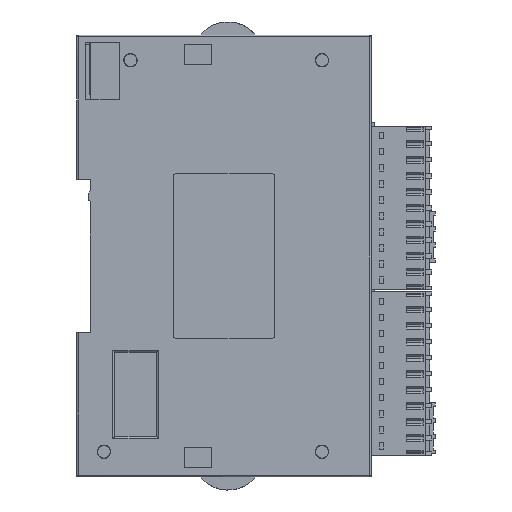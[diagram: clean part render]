
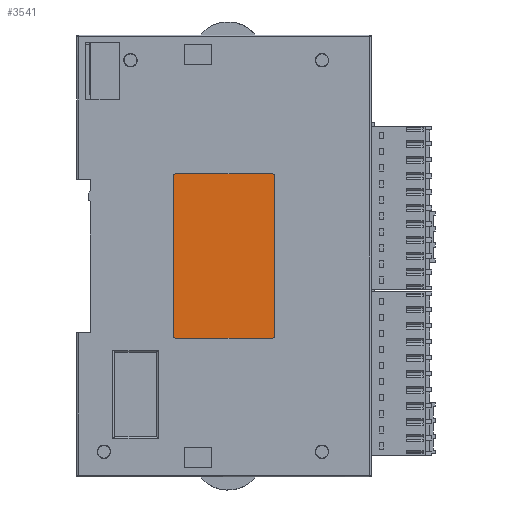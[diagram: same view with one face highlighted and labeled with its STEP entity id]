
A CAD part, left-side view. The second image highlights one B-rep face of the part: STEP entity #3541.
In plain terms, the highlighted planar face has unit normal (-1, 0, 0).
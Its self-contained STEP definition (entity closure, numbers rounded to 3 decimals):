
#456=(
BOUNDED_CURVE()
B_SPLINE_CURVE(2,(#207519,#207520,#207521),.UNSPECIFIED.,.F.,.F.)
B_SPLINE_CURVE_WITH_KNOTS((3,3),(0.,1.),.UNSPECIFIED.)
CURVE()
GEOMETRIC_REPRESENTATION_ITEM()
RATIONAL_B_SPLINE_CURVE((1.,0.707,1.))
REPRESENTATION_ITEM('')
);
#458=(
BOUNDED_CURVE()
B_SPLINE_CURVE(2,(#207535,#207536,#207537),.UNSPECIFIED.,.F.,.F.)
B_SPLINE_CURVE_WITH_KNOTS((3,3),(0.,1.),.UNSPECIFIED.)
CURVE()
GEOMETRIC_REPRESENTATION_ITEM()
RATIONAL_B_SPLINE_CURVE((1.,0.707,1.))
REPRESENTATION_ITEM('')
);
#479=(
BOUNDED_CURVE()
B_SPLINE_CURVE(2,(#208918,#208919,#208920),.UNSPECIFIED.,.F.,.F.)
B_SPLINE_CURVE_WITH_KNOTS((3,3),(-1.,0.),.UNSPECIFIED.)
CURVE()
GEOMETRIC_REPRESENTATION_ITEM()
RATIONAL_B_SPLINE_CURVE((1.,0.707,1.))
REPRESENTATION_ITEM('')
);
#481=(
BOUNDED_CURVE()
B_SPLINE_CURVE(2,(#208928,#208929,#208930),.UNSPECIFIED.,.F.,.F.)
B_SPLINE_CURVE_WITH_KNOTS((3,3),(-1.,0.),.UNSPECIFIED.)
CURVE()
GEOMETRIC_REPRESENTATION_ITEM()
RATIONAL_B_SPLINE_CURVE((1.,0.707,1.))
REPRESENTATION_ITEM('')
);
#3541=ADVANCED_FACE('',(#6285),#177848,.T.);
#6285=FACE_OUTER_BOUND('',#9291,.T.);
#9291=EDGE_LOOP('',(#21043,#21044,#21045,#21046,#21047,#21048,#21049,#21050));
#21043=ORIENTED_EDGE('',*,*,#63605,.F.);
#21044=ORIENTED_EDGE('',*,*,#64226,.T.);
#21045=ORIENTED_EDGE('',*,*,#63608,.T.);
#21046=ORIENTED_EDGE('',*,*,#64222,.T.);
#21047=ORIENTED_EDGE('',*,*,#63606,.F.);
#21048=ORIENTED_EDGE('',*,*,#63575,.F.);
#21049=ORIENTED_EDGE('',*,*,#63579,.F.);
#21050=ORIENTED_EDGE('',*,*,#63582,.F.);
#63575=EDGE_CURVE('',#142540,#142541,#456,.T.);
#63579=EDGE_CURVE('',#142544,#142540,#103671,.T.);
#63582=EDGE_CURVE('',#142546,#142544,#458,.T.);
#63605=EDGE_CURVE('',#142567,#142546,#103693,.T.);
#63606=EDGE_CURVE('',#142541,#142568,#103694,.T.);
#63608=EDGE_CURVE('',#142569,#142570,#103696,.T.);
#64222=EDGE_CURVE('',#142570,#142568,#479,.T.);
#64226=EDGE_CURVE('',#142567,#142569,#481,.T.);
#103671=B_SPLINE_CURVE_WITH_KNOTS('',1,(#207529,#207530),.UNSPECIFIED.,
 .F.,.F.,(2,2),(0.,23.),.UNSPECIFIED.);
#103693=B_SPLINE_CURVE_WITH_KNOTS('',1,(#207625,#207626),.UNSPECIFIED.,
 .F.,.F.,(2,2),(0.,38.),.UNSPECIFIED.);
#103694=B_SPLINE_CURVE_WITH_KNOTS('',1,(#207627,#207628),.UNSPECIFIED.,
 .F.,.F.,(2,2),(0.,38.),.UNSPECIFIED.);
#103696=B_SPLINE_CURVE_WITH_KNOTS('',1,(#207631,#207632),.UNSPECIFIED.,
 .F.,.F.,(2,2),(0.,23.),.UNSPECIFIED.);
#142540=VERTEX_POINT('',#195578);
#142541=VERTEX_POINT('',#195579);
#142544=VERTEX_POINT('',#195582);
#142546=VERTEX_POINT('',#195584);
#142567=VERTEX_POINT('',#195605);
#142568=VERTEX_POINT('',#195606);
#142569=VERTEX_POINT('',#195607);
#142570=VERTEX_POINT('',#195608);
#177848=PLANE('',#180521);
#180521=AXIS2_PLACEMENT_3D('',#189944,#183185,$);
#183185=DIRECTION('',(-1.,0.,0.));
#189944=CARTESIAN_POINT('',(-140.627,-75.951,-55.389));
#195578=CARTESIAN_POINT('',(-140.627,-101.863,-12.477));
#195579=CARTESIAN_POINT('',(-140.627,-102.363,-12.977));
#195582=CARTESIAN_POINT('',(-140.627,-78.863,-12.477));
#195584=CARTESIAN_POINT('',(-140.627,-78.363,-12.977));
#195605=CARTESIAN_POINT('',(-140.627,-78.363,-50.977));
#195606=CARTESIAN_POINT('',(-140.627,-102.363,-50.977));
#195607=CARTESIAN_POINT('',(-140.627,-78.863,-51.477));
#195608=CARTESIAN_POINT('',(-140.627,-101.863,-51.477));
#207519=CARTESIAN_POINT('',(-140.627,-101.863,-12.477));
#207520=CARTESIAN_POINT('',(-140.627,-102.363,-12.477));
#207521=CARTESIAN_POINT('',(-140.627,-102.363,-12.977));
#207529=CARTESIAN_POINT('',(-140.627,-78.863,-12.477));
#207530=CARTESIAN_POINT('',(-140.627,-101.863,-12.477));
#207535=CARTESIAN_POINT('',(-140.627,-78.363,-12.977));
#207536=CARTESIAN_POINT('',(-140.627,-78.363,-12.477));
#207537=CARTESIAN_POINT('',(-140.627,-78.863,-12.477));
#207625=CARTESIAN_POINT('',(-140.627,-78.363,-50.977));
#207626=CARTESIAN_POINT('',(-140.627,-78.363,-12.977));
#207627=CARTESIAN_POINT('',(-140.627,-102.363,-12.977));
#207628=CARTESIAN_POINT('',(-140.627,-102.363,-50.977));
#207631=CARTESIAN_POINT('',(-140.627,-78.863,-51.477));
#207632=CARTESIAN_POINT('',(-140.627,-101.863,-51.477));
#208918=CARTESIAN_POINT('',(-140.627,-101.863,-51.477));
#208919=CARTESIAN_POINT('',(-140.627,-102.363,-51.477));
#208920=CARTESIAN_POINT('',(-140.627,-102.363,-50.977));
#208928=CARTESIAN_POINT('',(-140.627,-78.363,-50.977));
#208929=CARTESIAN_POINT('',(-140.627,-78.363,-51.477));
#208930=CARTESIAN_POINT('',(-140.627,-78.863,-51.477));
